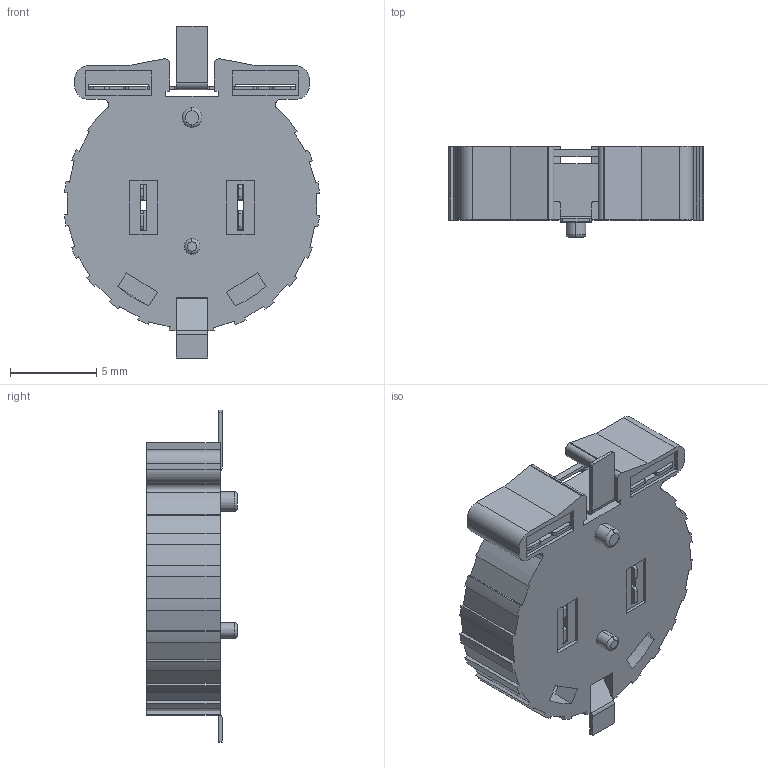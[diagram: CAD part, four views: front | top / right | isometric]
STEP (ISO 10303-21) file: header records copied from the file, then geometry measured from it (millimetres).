
FILE_DESCRIPTION (( 'STEP AP203' ), '1' );
FILE_NAME ('S8411-45R.STEP', '2021-03-23T11:36:22', ( 'Admin' ), ( '' ), 'SwSTEP 2.0', 'SolidWorks 2018', '' );
FILE_SCHEMA (( 'CONFIG_CONTROL_DESIGN' ));
Length unit declared in the file: millimetre
Products named in the file (4): Holder; Lower Contact; Rear Contact; S8411-45R
Assembly tree (3 placements, depth 2):
  S8411-45R
    Holder
    Lower Contact
    Rear Contact
Bounding box: 14.75 x 5.25 x 19.2 mm (x, y, z)
Volume: 357.8 mm3; surface area: 1069.4 mm2
Topology: 3 solids, 3 shells, 325 faces, 934 edges, 621 vertices
Faces by surface type: plane 235, cylinder 86, torus 4
Entity records: 11043 total; most frequent: CARTESIAN_POINT 1886, ORIENTED_EDGE 1868, DIRECTION 1785, EDGE_CURVE 934, VECTOR 745, LINE 745, VERTEX_POINT 621, AXIS2_PLACEMENT_3D 520
